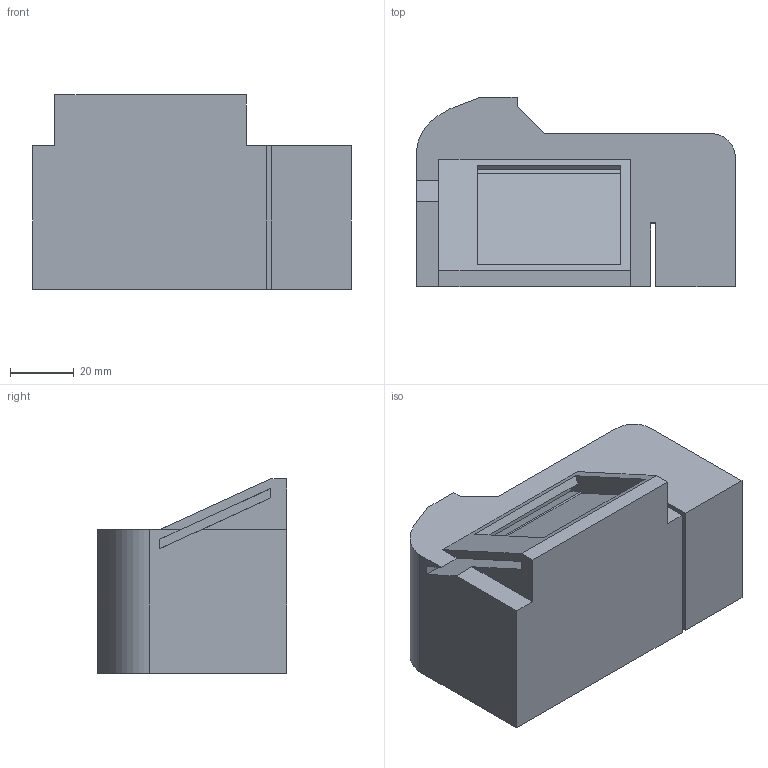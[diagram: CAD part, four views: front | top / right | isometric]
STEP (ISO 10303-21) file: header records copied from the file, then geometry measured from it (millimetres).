
FILE_DESCRIPTION(/* description */ (''),/* implementation_level */ '2;1');
FILE_NAME(/* name */ 'heatgun_mount_back.step',/* time_stamp */ '2025-12-21T01:37:20-08:00',/* author */ (''),/* organization */ (''),/* preprocessor_version */ 'ST-DEVELOPER v20.1',/* originating_system */ 'Autodesk Translation Framework v14.21.0.0',/* authorisation */ '');
FILE_SCHEMA (('AUTOMOTIVE_DESIGN { 1 0 10303 214 3 1 1 }'));
Length unit declared in the file: millimetre
Products named in the file (1): 2025-12-20-20-30-03-101
Bounding box: 100 x 59.49 x 61 mm (x, y, z)
Volume: 237962.6 mm3; surface area: 29710.6 mm2
Topology: 1 solids, 1 shells, 32 faces, 93 edges, 62 vertices
Faces by surface type: plane 30, cylinder 1, bspline 1
Entity records: 1182 total; most frequent: CARTESIAN_POINT 303, ORIENTED_EDGE 186, DIRECTION 157, EDGE_CURVE 93, LINE 89, VECTOR 89, VERTEX_POINT 62, AXIS2_PLACEMENT_3D 34
